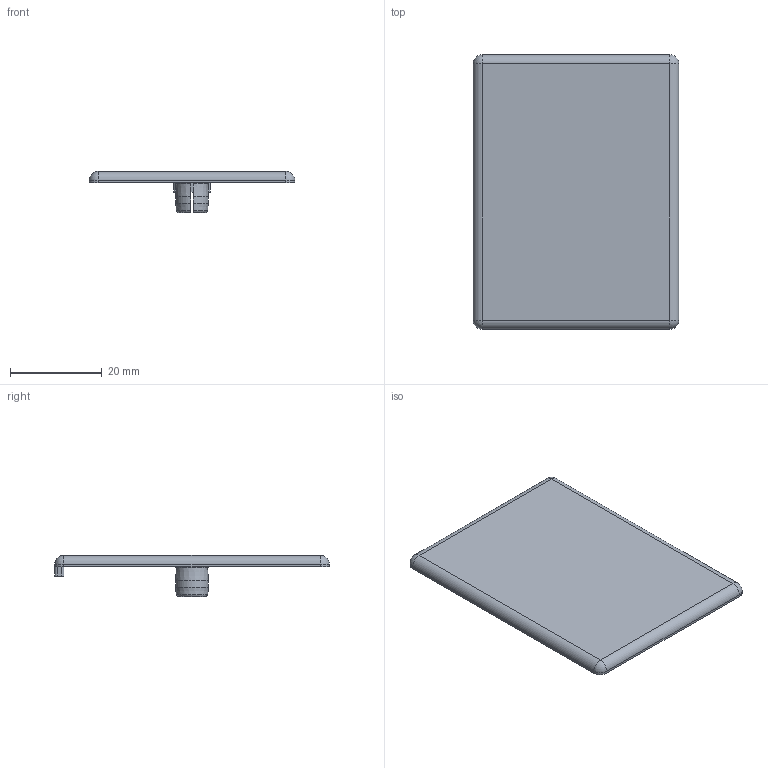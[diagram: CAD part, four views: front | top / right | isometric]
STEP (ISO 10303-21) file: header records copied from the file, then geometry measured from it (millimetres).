
FILE_DESCRIPTION(/* description */ (''),/* implementation_level */ '2;1');
FILE_NAME(/* name */ '224560.stp',/* time_stamp */ '2022-10-04T09:21:50+02:00',/* author */ ('aluteckkpl_am'),/* organization */ (''),/* preprocessor_version */ 'ST-DEVELOPER v18.1',/* originating_system */ 'Autodesk Inventor 2021',/* authorisation */ '');
FILE_SCHEMA (('CONFIG_CONTROL_DESIGN'));
Length unit declared in the file: millimetre
Products named in the file (2): 224560-ZP; 224560
Assembly tree (1 placements, depth 2):
  224560-ZP
    224560
Bounding box: 45 x 60 x 8.99 mm (x, y, z)
Volume: 6776.6 mm3; surface area: 6011.6 mm2
Topology: 1 solids, 1 shells, 44 faces, 112 edges, 68 vertices
Faces by surface type: cylinder 16, plane 14, cone 6, torus 4, sphere 4
Entity records: 1427 total; most frequent: CARTESIAN_POINT 327, DIRECTION 226, ORIENTED_EDGE 216, EDGE_CURVE 108, AXIS2_PLACEMENT_3D 87, VERTEX_POINT 68, LINE 52, VECTOR 52
